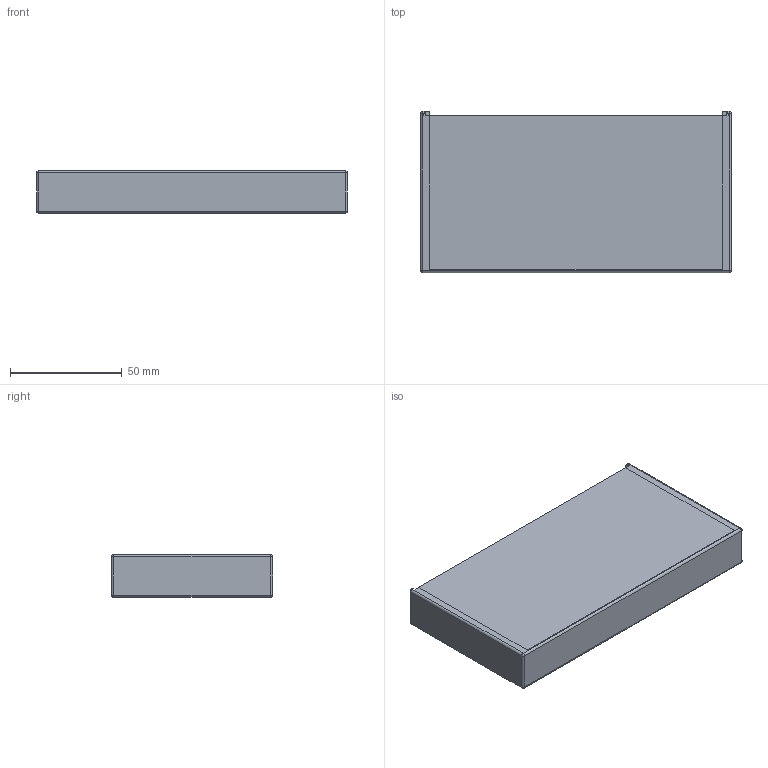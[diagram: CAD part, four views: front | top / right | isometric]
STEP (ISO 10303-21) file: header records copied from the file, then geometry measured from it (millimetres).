
FILE_DESCRIPTION(/* description */ (''),/* implementation_level */ '2;1');
FILE_NAME(/* name */ 'case.step',/* time_stamp */ '2025-04-02T11:45:50+03:00',/* author */ (''),/* organization */ (''),/* preprocessor_version */ 'ST-DEVELOPER v20',/* originating_system */ 'Autodesk Translation Framework v13.20.0.188',/* authorisation */ '');
FILE_SCHEMA (('AUTOMOTIVE_DESIGN { 1 0 10303 214 3 1 1 }'));
Length unit declared in the file: millimetre
Products named in the file (1): Untitled
Bounding box: 138.8 x 72 x 19 mm (x, y, z)
Volume: 54753.4 mm3; surface area: 55293.3 mm2
Topology: 14 solids, 14 shells, 194 faces, 454 edges, 290 vertices
Faces by surface type: plane 172, cylinder 14, sphere 8
Entity records: 5426 total; most frequent: CARTESIAN_POINT 939, ORIENTED_EDGE 908, DIRECTION 872, EDGE_CURVE 454, LINE 426, VECTOR 426, VERTEX_POINT 290, AXIS2_PLACEMENT_3D 223
